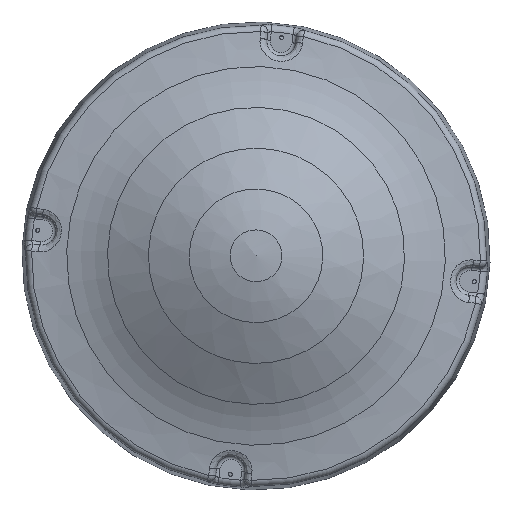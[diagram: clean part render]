
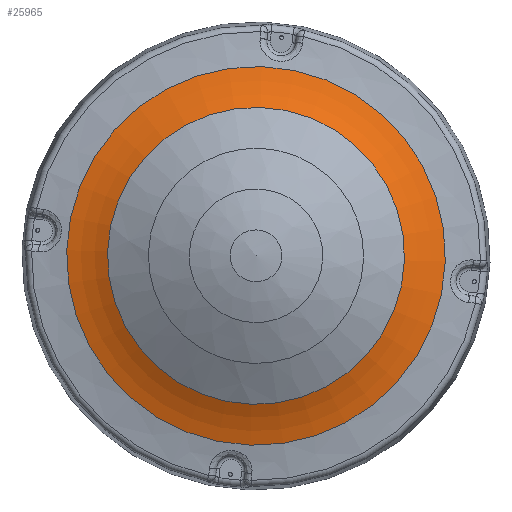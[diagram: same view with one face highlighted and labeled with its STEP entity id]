
A CAD part, top view. The second image highlights one B-rep face of the part: STEP entity #25965.
In plain terms, the highlighted toroidal (fillet/blend) face has major radius 398.818 mm and minor radius 289.598 mm.
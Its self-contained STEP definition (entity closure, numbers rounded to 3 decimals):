
#5820=FACE_OUTER_BOUND('',#7149,.T.);
#7149=EDGE_LOOP('',(#21193,#21194,#21195,#21196,#21197,#21198));
#8552=CIRCLE('',#28298,329.);
#8559=CIRCLE('',#28305,329.);
#8634=CIRCLE('',#28421,258.);
#8635=CIRCLE('',#28422,258.);
#8637=CIRCLE('',#28425,289.598);
#10381=VERTEX_POINT('',#54442);
#10382=VERTEX_POINT('',#54443);
#10463=VERTEX_POINT('',#55830);
#10464=VERTEX_POINT('',#55831);
#14131=EDGE_CURVE('',#10381,#10382,#8552,.T.);
#14147=EDGE_CURVE('',#10382,#10381,#8559,.T.);
#14277=EDGE_CURVE('',#10463,#10464,#8634,.T.);
#14278=EDGE_CURVE('',#10464,#10463,#8635,.T.);
#14280=EDGE_CURVE('',#10464,#10382,#8637,.T.);
#21193=ORIENTED_EDGE('',*,*,#14277,.T.);
#21194=ORIENTED_EDGE('',*,*,#14280,.T.);
#21195=ORIENTED_EDGE('',*,*,#14131,.F.);
#21196=ORIENTED_EDGE('',*,*,#14147,.F.);
#21197=ORIENTED_EDGE('',*,*,#14280,.F.);
#21198=ORIENTED_EDGE('',*,*,#14278,.T.);
#24814=TOROIDAL_SURFACE('',#28424,398.818,289.598);
#25965=ADVANCED_FACE('',(#5820),#24814,.F.);
#28298=AXIS2_PLACEMENT_3D('',#54444,#33368,#33369);
#28305=AXIS2_PLACEMENT_3D('',#54518,#33382,#33383);
#28421=AXIS2_PLACEMENT_3D('',#55832,#33636,#33637);
#28422=AXIS2_PLACEMENT_3D('',#55833,#33638,#33639);
#28424=AXIS2_PLACEMENT_3D('',#55835,#33642,#33643);
#28425=AXIS2_PLACEMENT_3D('',#55836,#33644,#33645);
#33368=DIRECTION('center_axis',(0.,0.,-1.));
#33369=DIRECTION('ref_axis',(0.,-1.,0.));
#33382=DIRECTION('center_axis',(0.,0.,-1.));
#33383=DIRECTION('ref_axis',(0.,-1.,0.));
#33636=DIRECTION('center_axis',(0.,0.,-1.));
#33637=DIRECTION('ref_axis',(0.,-1.,0.));
#33638=DIRECTION('center_axis',(0.,0.,-1.));
#33639=DIRECTION('ref_axis',(0.,-1.,0.));
#33642=DIRECTION('center_axis',(0.,0.,-1.));
#33643=DIRECTION('ref_axis',(-1.,0.,0.));
#33644=DIRECTION('center_axis',(0.,-1.,0.));
#33645=DIRECTION('ref_axis',(1.,0.,0.));
#54442=CARTESIAN_POINT('',(0.,-329.,13.));
#54443=CARTESIAN_POINT('',(329.,0.,13.));
#54444=CARTESIAN_POINT('Origin',(0.,0.,13.));
#54518=CARTESIAN_POINT('Origin',(0.,0.,13.));
#55830=CARTESIAN_POINT('',(0.,-258.,41.));
#55831=CARTESIAN_POINT('',(258.,0.,41.));
#55832=CARTESIAN_POINT('Origin',(0.,0.,41.));
#55833=CARTESIAN_POINT('Origin',(0.,0.,41.));
#55835=CARTESIAN_POINT('Origin',(0.,0.,294.056));
#55836=CARTESIAN_POINT('Origin',(398.818,0.,
294.056));
